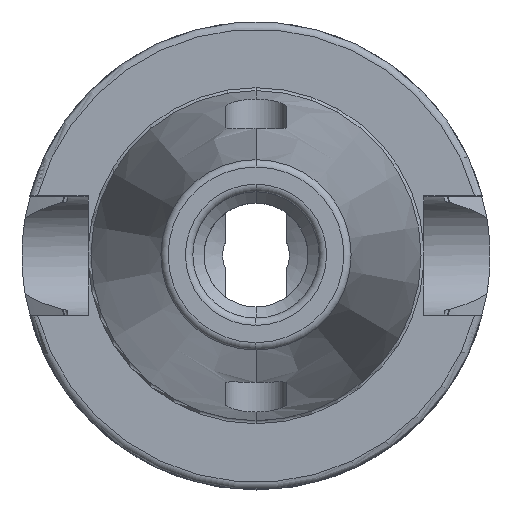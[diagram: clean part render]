
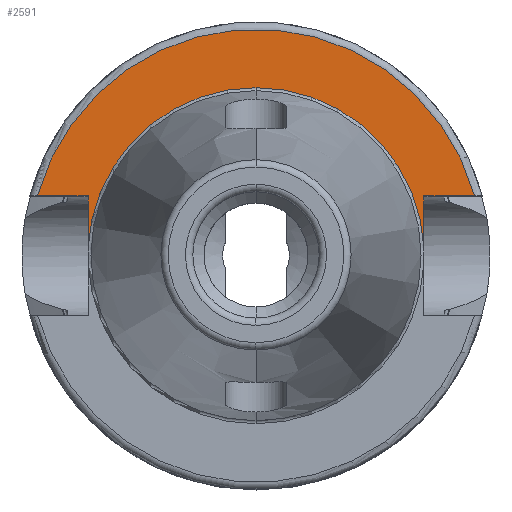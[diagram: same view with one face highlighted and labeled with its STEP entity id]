
A CAD part, top view. The second image highlights one B-rep face of the part: STEP entity #2591.
In plain terms, the highlighted planar face has unit normal (0, 0, 1).
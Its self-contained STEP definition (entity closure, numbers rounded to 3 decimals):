
#590=CARTESIAN_POINT('',(0,0,25));
#591=DIRECTION('',(0,0,-1));
#592=DIRECTION('',(0,1,0));
#593=AXIS2_PLACEMENT_3D('',#590,#591,#592);
#920=DIRECTION('',(0,1,0));
#921=VECTOR('',#920,6.987);
#922=CARTESIAN_POINT('',(-22.6,1.063,25));
#923=LINE('',#922,#921);
#924=DIRECTION('',(1,0,0));
#925=VECTOR('',#924,6.818);
#926=CARTESIAN_POINT('',(-29.418,8.05,25));
#927=LINE('',#926,#925);
#928=DIRECTION('',(-1,0,0));
#929=VECTOR('',#928,6.818);
#930=CARTESIAN_POINT('',(29.418,8.05,25));
#931=LINE('',#930,#929);
#932=DIRECTION('',(0,-1,0));
#933=VECTOR('',#932,6.987);
#934=CARTESIAN_POINT('',(22.6,8.05,25));
#935=LINE('',#934,#933);
#942=CARTESIAN_POINT('',(0,0,25));
#943=DIRECTION('',(0,0,1));
#944=DIRECTION('',(0,1,0));
#945=AXIS2_PLACEMENT_3D('',#942,#943,#944);
#996=CARTESIAN_POINT('',(0,0,25));
#997=DIRECTION('',(0,0,1));
#998=DIRECTION('',(0.965,0.264,0));
#999=AXIS2_PLACEMENT_3D('',#996,#997,#998);
#1557=CARTESIAN_POINT('',(-22.6,1.063,25));
#1558=CARTESIAN_POINT('',(-22.6,8.05,25));
#1559=VERTEX_POINT('',#1557);
#1560=VERTEX_POINT('',#1558);
#1561=CARTESIAN_POINT('',(-29.418,8.05,25));
#1562=VERTEX_POINT('',#1561);
#1563=CARTESIAN_POINT('',(22.6,8.05,25));
#1564=CARTESIAN_POINT('',(22.6,1.063,25));
#1565=VERTEX_POINT('',#1563);
#1566=VERTEX_POINT('',#1564);
#1573=CARTESIAN_POINT('',(29.418,8.05,25));
#1574=VERTEX_POINT('',#1573);
#1621=CARTESIAN_POINT('',(0,22.625,25));
#1623=VERTEX_POINT('',#1621);
#2574=CARTESIAN_POINT('',(0,0,25));
#2575=DIRECTION('',(0,0,-1));
#2576=DIRECTION('',(0,-1,0));
#2577=AXIS2_PLACEMENT_3D('',#2574,#2575,#2576);
#2578=PLANE('',#2577);
#2579=ORIENTED_EDGE('',*,*,#2473,.T.);
#2580=ORIENTED_EDGE('',*,*,#2501,.F.);
#2582=ORIENTED_EDGE('',*,*,#2581,.F.);
#2584=ORIENTED_EDGE('',*,*,#2583,.T.);
#2585=ORIENTED_EDGE('',*,*,#2237,.T.);
#2586=ORIENTED_EDGE('',*,*,#2220,.F.);
#2588=ORIENTED_EDGE('',*,*,#2587,.T.);
#2589=EDGE_LOOP('',(#2579,#2580,#2582,#2584,#2585,#2586,#2588));
#2590=FACE_OUTER_BOUND('',#2589,.F.);
#2591=ADVANCED_FACE('',(#2590),#2578,.F.);
#594=CIRCLE('',#593,22.625);
#946=CIRCLE('',#945,22.625);
#1000=CIRCLE('',#999,30.5);
#2220=EDGE_CURVE('',#1623,#1566,#594,.T.);
#2237=EDGE_CURVE('',#1565,#1566,#935,.T.);
#2473=EDGE_CURVE('',#1559,#1560,#923,.T.);
#2501=EDGE_CURVE('',#1562,#1560,#927,.T.);
#2581=EDGE_CURVE('',#1574,#1562,#1000,.T.);
#2583=EDGE_CURVE('',#1574,#1565,#931,.T.);
#2587=EDGE_CURVE('',#1623,#1559,#946,.T.);
